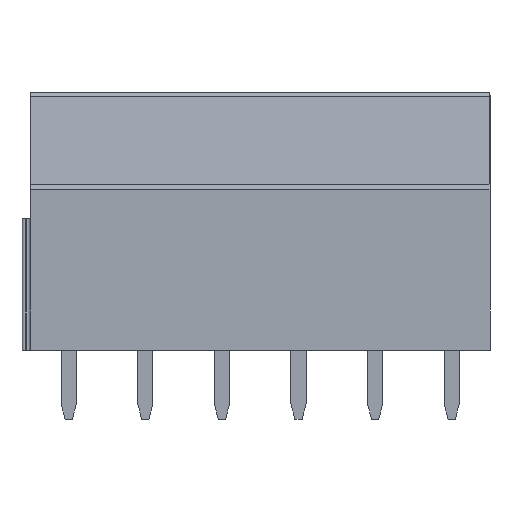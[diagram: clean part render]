
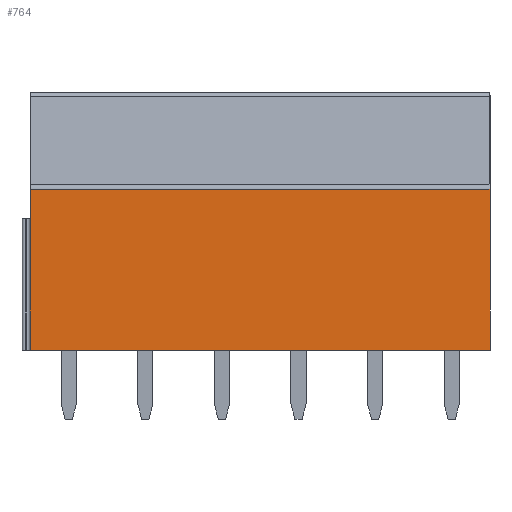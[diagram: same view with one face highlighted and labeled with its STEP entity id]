
A CAD part, front view. The second image highlights one B-rep face of the part: STEP entity #764.
In plain terms, the highlighted planar face has unit normal (0, -1, 0).
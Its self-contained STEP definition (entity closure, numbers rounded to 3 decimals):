
#764 = ADVANCED_FACE( '', ( #1580 ), #1581, .T. );
#1580 = FACE_OUTER_BOUND( '', #2391, .T. );
#1581 = PLANE( '', #2392 );
#2391 = EDGE_LOOP( '', ( #4592, #4593, #4594, #4595 ) );
#2392 = AXIS2_PLACEMENT_3D( '', #4596, #4597, #4598 );
#4592 = ORIENTED_EDGE( '', *, *, #5115, .T. );
#4593 = ORIENTED_EDGE( '', *, *, #5028, .T. );
#4594 = ORIENTED_EDGE( '', *, *, #5332, .T. );
#4595 = ORIENTED_EDGE( '', *, *, #5378, .T. );
#4596 = CARTESIAN_POINT( '', ( 222.987, 77.148, 5.1 ) );
#4597 = DIRECTION( '', ( 0., -1., 0. ) );
#4598 = DIRECTION( '', ( 0., 0., 1. ) );
#5028 = EDGE_CURVE( '', #6162, #6160, #6163, .T. );
#5115 = EDGE_CURVE( '', #6291, #6162, #6292, .T. );
#5332 = EDGE_CURVE( '', #6160, #6584, #6586, .T. );
#5378 = EDGE_CURVE( '', #6584, #6291, #6651, .T. );
#6160 = VERTEX_POINT( '', #7689 );
#6162 = VERTEX_POINT( '', #7691 );
#6163 = LINE( '', #7692, #7693 );
#6291 = VERTEX_POINT( '', #7865 );
#6292 = LINE( '', #7866, #7867 );
#6584 = VERTEX_POINT( '', #8289 );
#6586 = LINE( '', #8291, #8292 );
#6651 = LINE( '', #8389, #8390 );
#7689 = CARTESIAN_POINT( '', ( 229.737, 77.148, 10.5 ) );
#7691 = CARTESIAN_POINT( '', ( 229.737, 77.148, 0. ) );
#7692 = CARTESIAN_POINT( '', ( 229.737, 77.148, 5.1 ) );
#7693 = VECTOR( '', #8986, 1000. );
#7865 = CARTESIAN_POINT( '', ( 199.737, 77.148, 0. ) );
#7866 = CARTESIAN_POINT( '', ( 219.737, 77.148, 0. ) );
#7867 = VECTOR( '', #9106, 1000. );
#8289 = CARTESIAN_POINT( '', ( 199.737, 77.148, 10.5 ) );
#8291 = CARTESIAN_POINT( '', ( 234.737, 77.148, 10.5 ) );
#8292 = VECTOR( '', #9295, 1000. );
#8389 = CARTESIAN_POINT( '', ( 199.737, 77.148, 5.1 ) );
#8390 = VECTOR( '', #9334, 1000. );
#8986 = DIRECTION( '', ( 0., 0., 1. ) );
#9106 = DIRECTION( '', ( 1., 0., 0. ) );
#9295 = DIRECTION( '', ( -1., 0., 0. ) );
#9334 = DIRECTION( '', ( 0., 0., -1. ) );
